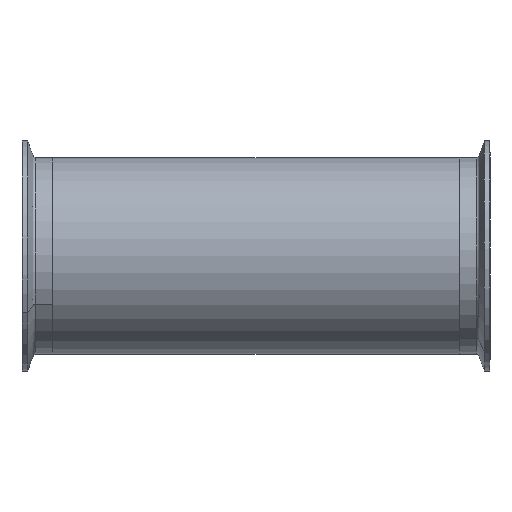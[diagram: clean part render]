
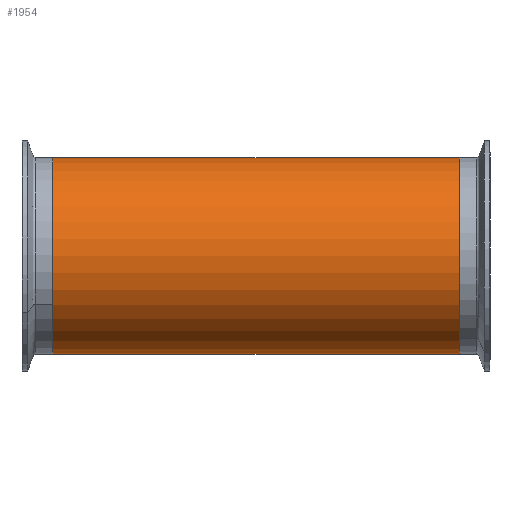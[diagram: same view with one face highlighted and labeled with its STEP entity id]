
A CAD part, front view. The second image highlights one B-rep face of the part: STEP entity #1954.
In plain terms, the highlighted cylindrical face has radius 50.8 mm (diameter 101.6 mm), a partial arc.
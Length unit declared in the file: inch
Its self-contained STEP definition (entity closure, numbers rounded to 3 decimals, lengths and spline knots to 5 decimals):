
#81 = ORIENTED_EDGE ( 'NONE', *, *, #1430, .F. ) ;
#441 = VERTEX_POINT ( 'NONE', #1229 ) ;
#464 = EDGE_CURVE ( 'NONE', #2605, #2442, #853, .T. ) ;
#562 = DIRECTION ( 'NONE',  ( 0., 0., -1. ) ) ;
#700 = DIRECTION ( 'NONE',  ( -1., 0., 0. ) ) ;
#781 = EDGE_LOOP ( 'NONE', ( #81, #1199, #1527, #1501 ) ) ;
#796 = CARTESIAN_POINT ( 'NONE',  ( 4.12598, 0., 0. ) ) ;
#845 = AXIS2_PLACEMENT_3D ( 'NONE', #1605, #1412, #1628 ) ;
#851 = CIRCLE ( 'NONE', #845, 2. ) ;
#853 = CIRCLE ( 'NONE', #1367, 2. ) ;
#1004 = DIRECTION ( 'NONE',  ( 1., 0., 0. ) ) ;
#1199 = ORIENTED_EDGE ( 'NONE', *, *, #464, .F. ) ;
#1221 = DIRECTION ( 'NONE',  ( -1., 0., 0. ) ) ;
#1229 = CARTESIAN_POINT ( 'NONE',  ( -4.12598, 0., 2. ) ) ;
#1293 = CARTESIAN_POINT ( 'NONE',  ( 4.12598, 0., -2. ) ) ;
#1367 = AXIS2_PLACEMENT_3D ( 'NONE', #1472, #1004, #562 ) ;
#1399 = CARTESIAN_POINT ( 'NONE',  ( -4.12598, 0., -2. ) ) ;
#1412 = DIRECTION ( 'NONE',  ( 1., 0., 0. ) ) ;
#1430 = EDGE_CURVE ( 'NONE', #2442, #2371, #1690, .T. ) ;
#1472 = CARTESIAN_POINT ( 'NONE',  ( 4.12598, 0., 0. ) ) ;
#1501 = ORIENTED_EDGE ( 'NONE', *, *, #1601, .T. ) ;
#1527 = ORIENTED_EDGE ( 'NONE', *, *, #1542, .T. ) ;
#1542 = EDGE_CURVE ( 'NONE', #2605, #441, #2385, .T. ) ;
#1601 = EDGE_CURVE ( 'NONE', #441, #2371, #851, .T. ) ;
#1605 = CARTESIAN_POINT ( 'NONE',  ( -4.12598, 0., 0. ) ) ;
#1628 = DIRECTION ( 'NONE',  ( 0., 0., -1. ) ) ;
#1657 = CARTESIAN_POINT ( 'NONE',  ( 4.12598, 0., 2. ) ) ;
#1690 = LINE ( 'NONE', #1904, #1844 ) ;
#1844 = VECTOR ( 'NONE', #1221, 39.37008 ) ;
#1871 = FACE_OUTER_BOUND ( 'NONE', #781, .T. ) ;
#1904 = CARTESIAN_POINT ( 'NONE',  ( 4.12598, 0., -2. ) ) ;
#1917 = VECTOR ( 'NONE', #700, 39.37008 ) ;
#1954 = ADVANCED_FACE ( 'NONE', ( #1871 ), #2642, .T. ) ;
#2061 = CARTESIAN_POINT ( 'NONE',  ( 4.12598, 0., 2. ) ) ;
#2162 = DIRECTION ( 'NONE',  ( 0., 0., 1. ) ) ;
#2371 = VERTEX_POINT ( 'NONE', #1399 ) ;
#2385 = LINE ( 'NONE', #2061, #1917 ) ;
#2442 = VERTEX_POINT ( 'NONE', #1293 ) ;
#2605 = VERTEX_POINT ( 'NONE', #1657 ) ;
#2642 = CYLINDRICAL_SURFACE ( 'NONE', #2869, 2. ) ;
#2869 = AXIS2_PLACEMENT_3D ( 'NONE', #796, #2874, #2162 ) ;
#2874 = DIRECTION ( 'NONE',  ( -1., 0., 0. ) ) ;
